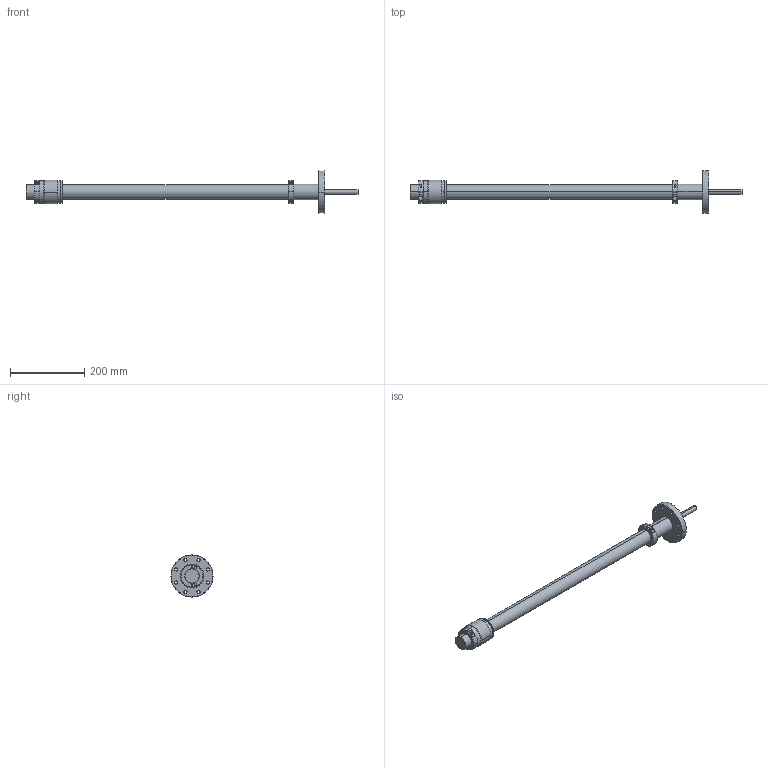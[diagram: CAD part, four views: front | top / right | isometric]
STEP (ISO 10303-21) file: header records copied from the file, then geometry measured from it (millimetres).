
FILE_DESCRIPTION (( 'STEP AP214' ), '1' );
FILE_NAME ('FLLRE-275(450)-.50-24.STEP', '2019-12-30T18:26:37', ( '' ), ( '' ), 'SwSTEP 2.0', 'SolidWorks 2010', '' );
FILE_SCHEMA (( 'AUTOMOTIVE_DESIGN' ));
Length unit declared in the file: inch
Products named in the file (1): FLLRE-275(450)-.50-24
Bounding box: 894.37 x 113.54 x 113.54 mm (x, y, z)
Surface area: 220772.3 mm2 (no closed solid volume)
Topology: 0 solids, 35 shells, 289 faces, 1351 edges, 1019 vertices
Faces by surface type: plane 131, cylinder 107, cone 51
Entity records: 18124 total; most frequent: CARTESIAN_POINT 3513, DIRECTION 2320, ORIENTED_EDGE 1924, EDGE_CURVE 1343, VERTEX_POINT 1019, VECTOR 804, LINE 804, AXIS2_PLACEMENT_3D 758
